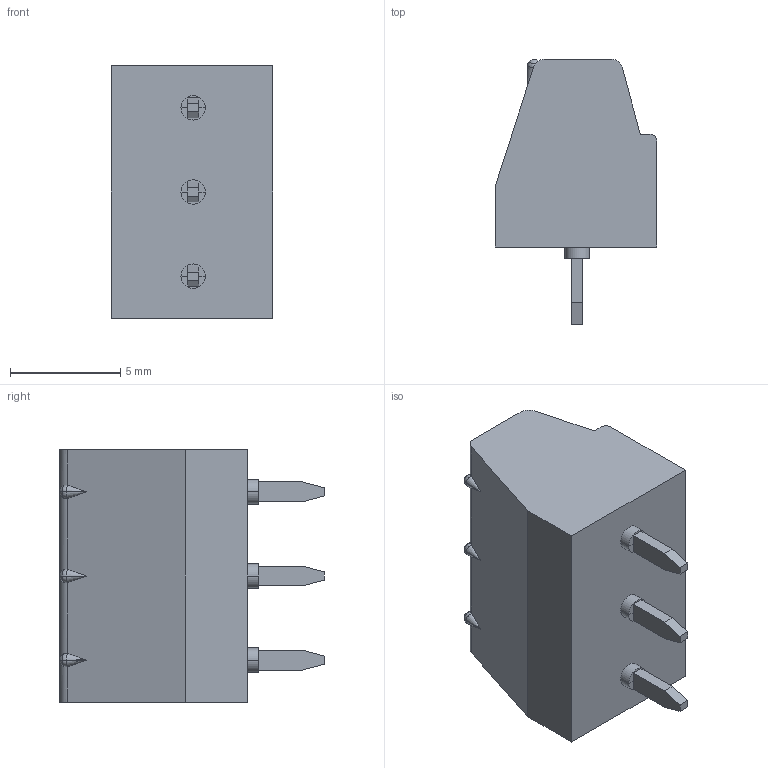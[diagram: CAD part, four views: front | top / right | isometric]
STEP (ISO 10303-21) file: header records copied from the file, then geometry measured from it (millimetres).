
FILE_DESCRIPTION(('SolidDesigner STEP Export'),'1');
FILE_NAME('mkds_1-3-3.81.stp','2000-06-14T14:51:38',(''),(''), 'SolidDesigner STEP processor Version: 7.0(Mar 1999)for AP214(CD)(Solid Model)', 'CoCreate SolidDesigner: 07.50 21-Dec-99(C) CoCreate Software GmbH','');
FILE_SCHEMA(('AUTOMOTIVE_DESIGN_CC2 {1 2 10303 214 -1 1 5 1}'));
Length unit declared in the file: millimetre
Products named in the file (2): mkds_1-3-3.81
Assembly tree (1 placements, depth 2):
  mkds_1-3-3.81
    mkds_1-3-3.81
Bounding box: 7.3 x 12 x 11.43 mm (x, y, z)
Volume: 556.3 mm3; surface area: 576.9 mm2
Topology: 1 solids, 1 shells, 210 faces, 543 edges, 339 vertices
Faces by surface type: plane 140, cylinder 52, torus 12, cone 6
Entity records: 7879 total; most frequent: CARTESIAN_POINT 1393, ORIENTED_EDGE 1062, DIRECTION 907, EDGE_CURVE 531, VERTEX_POINT 339, VECTOR 331, LINE 331, AXIS2_PLACEMENT_3D 288
